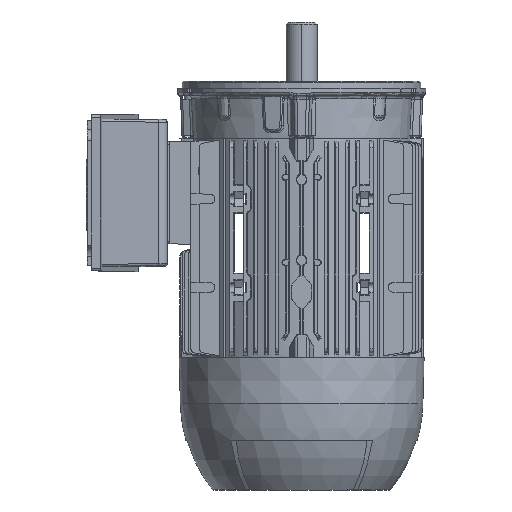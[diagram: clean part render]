
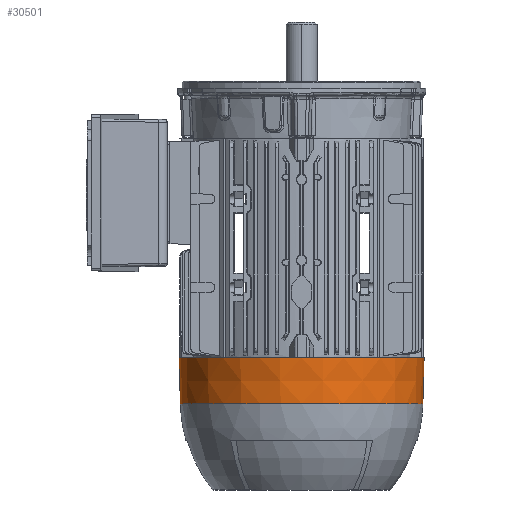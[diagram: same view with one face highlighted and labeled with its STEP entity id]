
A CAD part, front view. The second image highlights one B-rep face of the part: STEP entity #30501.
In plain terms, the highlighted conical face has half-angle 1.5 degrees and reference radius 110.35 mm.
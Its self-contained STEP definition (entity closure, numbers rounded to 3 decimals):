
#1861 = EDGE_CURVE ( 'NONE', #67765, #4641, #41840, .T. ) ;
#2747 = CARTESIAN_POINT ( 'NONE',  ( -110.35, 0., -183.2 ) ) ;
#4641 = VERTEX_POINT ( 'NONE', #33628 ) ;
#5408 = CARTESIAN_POINT ( 'NONE',  ( 0., 0., -183.2 ) ) ;
#5536 = CIRCLE ( 'NONE', #53638, 110.761 ) ;
#6347 = CARTESIAN_POINT ( 'NONE',  ( -110.761, 0., -167.5 ) ) ;
#7876 = EDGE_CURVE ( 'NONE', #67765, #26495, #9331, .T. ) ;
#8264 = EDGE_CURVE ( 'NONE', #4641, #19374, #39578, .T. ) ;
#8625 = ORIENTED_EDGE ( 'NONE', *, *, #8264, .T. ) ;
#8870 = ORIENTED_EDGE ( 'NONE', *, *, #7876, .F. ) ;
#9331 = LINE ( 'NONE', #2747, #32480 ) ;
#12019 = FACE_OUTER_BOUND ( 'NONE', #64495, .T. ) ;
#12508 = VECTOR ( 'NONE', #49879, 1000. ) ;
#16788 = DIRECTION ( 'NONE',  ( 1., 0., 0. ) ) ;
#17005 = CARTESIAN_POINT ( 'NONE',  ( 0., 0., -167.5 ) ) ;
#19374 = VERTEX_POINT ( 'NONE', #59167 ) ;
#22083 = DIRECTION ( 'NONE',  ( 1., 0., 0. ) ) ;
#22222 = ORIENTED_EDGE ( 'NONE', *, *, #1861, .T. ) ;
#25176 = DIRECTION ( 'NONE',  ( -0.026, 0., 1. ) ) ;
#25926 = ORIENTED_EDGE ( 'NONE', *, *, #71583, .F. ) ;
#26495 = VERTEX_POINT ( 'NONE', #6347 ) ;
#30501 = ADVANCED_FACE ( 'NONE', ( #12019 ), #61403, .T. ) ;
#32480 = VECTOR ( 'NONE', #25176, 1000. ) ;
#33628 = CARTESIAN_POINT ( 'NONE',  ( 109.669, 0., -209.2 ) ) ;
#36563 = CARTESIAN_POINT ( 'NONE',  ( -109.669, 0., -209.2 ) ) ;
#39578 = LINE ( 'NONE', #50254, #12508 ) ;
#41840 = CIRCLE ( 'NONE', #60660, 109.669 ) ;
#44541 = DIRECTION ( 'NONE',  ( 0., 0., 1. ) ) ;
#44825 = DIRECTION ( 'NONE',  ( 0., 0., 1. ) ) ;
#49879 = DIRECTION ( 'NONE',  ( 0.026, 0., 1. ) ) ;
#50068 = DIRECTION ( 'NONE',  ( 1., 0., 0. ) ) ;
#50254 = CARTESIAN_POINT ( 'NONE',  ( 110.35, 0., -183.2 ) ) ;
#53638 = AXIS2_PLACEMENT_3D ( 'NONE', #17005, #44541, #50068 ) ;
#59167 = CARTESIAN_POINT ( 'NONE',  ( 110.761, 0., -167.5 ) ) ;
#60660 = AXIS2_PLACEMENT_3D ( 'NONE', #72471, #44825, #22083 ) ;
#61403 = CONICAL_SURFACE ( 'NONE', #62634, 110.35, 0.026 ) ;
#62634 = AXIS2_PLACEMENT_3D ( 'NONE', #5408, #68294, #16788 ) ;
#64495 = EDGE_LOOP ( 'NONE', ( #8870, #22222, #8625, #25926 ) ) ;
#67765 = VERTEX_POINT ( 'NONE', #36563 ) ;
#68294 = DIRECTION ( 'NONE',  ( 0., 0., 1. ) ) ;
#71583 = EDGE_CURVE ( 'NONE', #26495, #19374, #5536, .T. ) ;
#72471 = CARTESIAN_POINT ( 'NONE',  ( 0., 0., -209.2 ) ) ;
